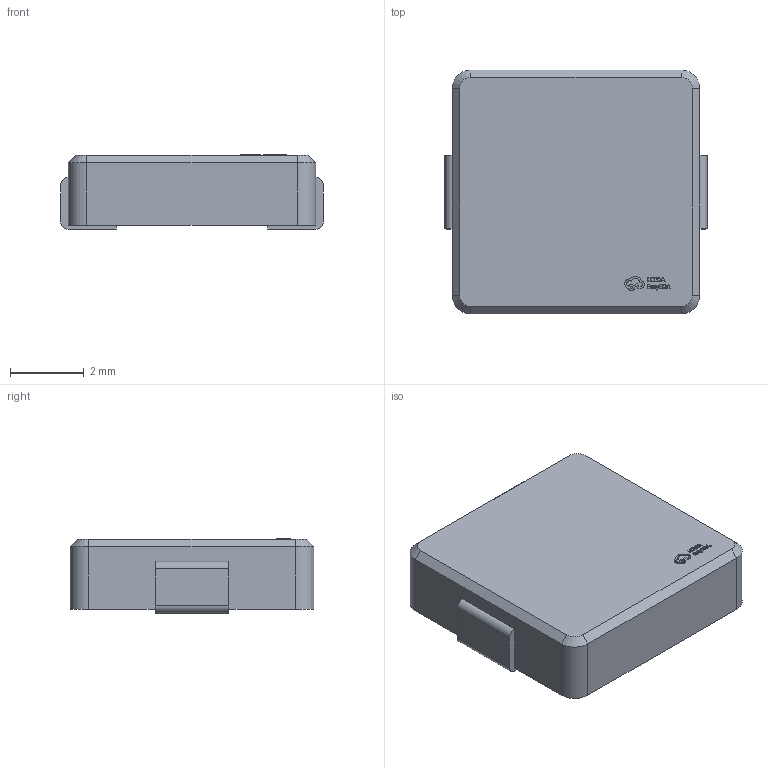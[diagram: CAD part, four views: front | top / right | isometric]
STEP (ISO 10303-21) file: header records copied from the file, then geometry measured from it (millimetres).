
FILE_DESCRIPTION (( 'STEP AP214' ), '1' );
FILE_NAME ('IND-SMD_L7.1-W6.6_SL0624.STEP', '2024-10-14T13:26:32', ( 'User' ), ( 'China' ), 'SwSTEP 2.0', 'SolidWorks 2020', '' );
FILE_SCHEMA (( 'AUTOMOTIVE_DESIGN' ));
Length unit declared in the file: millimetre
Products named in the file (1): IND-SMD_L7.1-W6.6_SL0624
Bounding box: 7.1 x 6.6 x 2.01 mm (x, y, z)
Volume: 84.7 mm3; surface area: 137.2 mm2
Topology: 1 solids, 1 shells, 256 faces, 697 edges, 462 vertices
Faces by surface type: plane 146, bspline 98, cylinder 8, cone 4
Entity records: 11379 total; most frequent: CARTESIAN_POINT 2722, ORIENTED_EDGE 1394, DIRECTION 835, EDGE_CURVE 697, LINE 477, VECTOR 477, VERTEX_POINT 462, EDGE_LOOP 275
